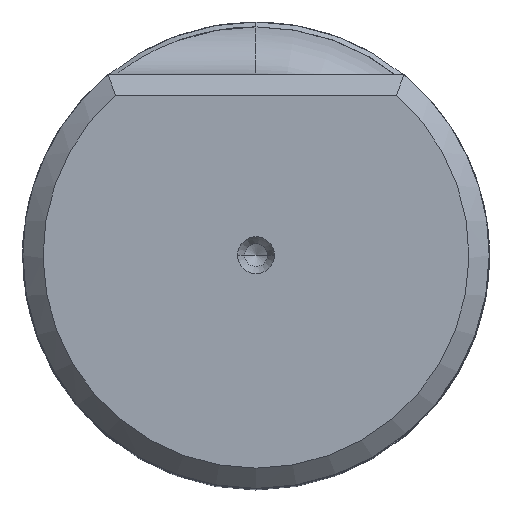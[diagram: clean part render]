
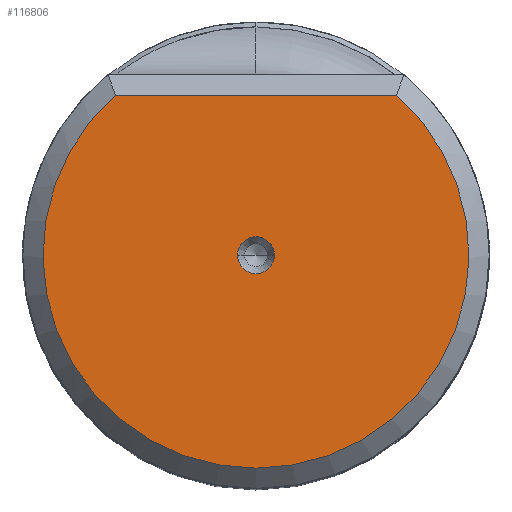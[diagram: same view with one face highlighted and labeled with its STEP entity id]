
A CAD part, top view. The second image highlights one B-rep face of the part: STEP entity #116806.
In plain terms, the highlighted planar face has unit normal (0, 0, 1).
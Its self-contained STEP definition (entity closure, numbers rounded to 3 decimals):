
#71101=CARTESIAN_POINT('',(-15.281,17.41,
0.));
#71111=CARTESIAN_POINT('',(0.,0.,
0.));
#71112=DIRECTION('',(0.,0.,1.));
#71113=DIRECTION('',(-0.66,0.752,0.));
#71114=AXIS2_PLACEMENT_3D('',#71111,#71112,#71113);
#71119=CARTESIAN_POINT('',(0.,0.,
0.));
#71120=DIRECTION('',(0.,0.,1.));
#71121=DIRECTION('',(0.,-1.,0.));
#71122=AXIS2_PLACEMENT_3D('',#71119,#71120,#71121);
#71127=CARTESIAN_POINT('',(0.,0.,
0.));
#71128=DIRECTION('',(0.,0.,-1.));
#71129=DIRECTION('',(-1.,0.,0.));
#71130=AXIS2_PLACEMENT_3D('',#71127,#71128,#71129);
#71135=CARTESIAN_POINT('',(0.,0.,
0.));
#71136=DIRECTION('',(0.,0.,-1.));
#71137=DIRECTION('',(1.,0.,0.));
#71138=AXIS2_PLACEMENT_3D('',#71135,#71136,#71137);
#71150=DIRECTION('',(1.,0.,0.));
#71151=VECTOR('',#71150,30.562);
#71152=CARTESIAN_POINT('',(-15.281,17.41,
0.));
#71153=LINE('',#71152,#71151);
#78496=VERTEX_POINT('',#71101);
#78497=CARTESIAN_POINT('',(15.281,17.41,
0.));
#78498=VERTEX_POINT('',#78497);
#78499=CARTESIAN_POINT('',(0.,-23.165,
0.));
#78500=VERTEX_POINT('',#78499);
#78519=CARTESIAN_POINT('',(-2.,0.,0.));
#78520=CARTESIAN_POINT('',(2.,0.,0.));
#78521=VERTEX_POINT('',#78519);
#78522=VERTEX_POINT('',#78520);
#116789=CARTESIAN_POINT('',(0.,-2.877,0.));
#116790=DIRECTION('',(0.,0.,1.));
#116791=DIRECTION('',(0.,-1.,0.));
#116792=AXIS2_PLACEMENT_3D('',#116789,#116790,#116791);
#116793=PLANE('',#116792);
#116794=ORIENTED_EDGE('',*,*,#116784,.F.);
#116796=ORIENTED_EDGE('',*,*,#116795,.T.);
#116797=ORIENTED_EDGE('',*,*,#116774,.F.);
#116798=EDGE_LOOP('',(#116794,#116796,#116797));
#116799=FACE_OUTER_BOUND('',#116798,.F.);
#116801=ORIENTED_EDGE('',*,*,#116800,.F.);
#116803=ORIENTED_EDGE('',*,*,#116802,.F.);
#116804=EDGE_LOOP('',(#116801,#116803));
#116805=FACE_BOUND('',#116804,.F.);
#71115=CIRCLE('',#71114,23.165);
#71123=CIRCLE('',#71122,23.165);
#71131=CIRCLE('',#71130,2.);
#71139=CIRCLE('',#71138,2.);
#116774=EDGE_CURVE('',#78500,#78498,#71123,.T.);
#116784=EDGE_CURVE('',#78496,#78500,#71115,.T.);
#116795=EDGE_CURVE('',#78496,#78498,#71153,.T.);
#116800=EDGE_CURVE('',#78521,#78522,#71131,.T.);
#116802=EDGE_CURVE('',#78522,#78521,#71139,.T.);
#116806=ADVANCED_FACE('',(#116799,#116805),#116793,.T.);
